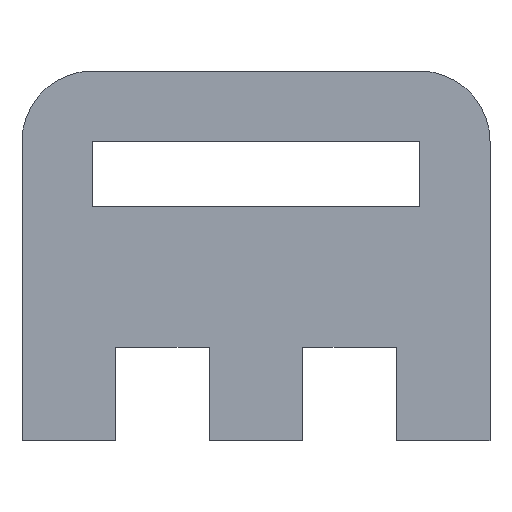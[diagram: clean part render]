
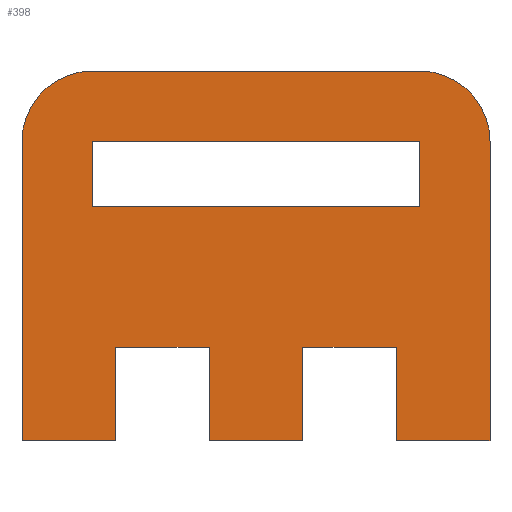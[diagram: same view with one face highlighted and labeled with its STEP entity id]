
A CAD part, top view. The second image highlights one B-rep face of the part: STEP entity #398.
In plain terms, the highlighted planar face has unit normal (0, 0, 1).
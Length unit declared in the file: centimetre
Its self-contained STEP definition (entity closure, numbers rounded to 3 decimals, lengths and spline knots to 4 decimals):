
#15=FACE_BOUND($,#74,.T.);
#33=PLANE($,#425);
#52=FACE_OUTER_BOUND($,#73,.T.);
#73=EDGE_LOOP($,(#359,#360,#361,#362,#363,#364,#365,#366,#367,#368,#369,
#370,#371,#372));
#74=EDGE_LOOP($,(#373,#374,#375,#376));
#79=LINE($,#541,#129);
#97=LINE($,#582,#147);
#100=LINE($,#588,#150);
#102=LINE($,#592,#152);
#104=LINE($,#596,#154);
#106=LINE($,#599,#156);
#108=LINE($,#604,#158);
#110=LINE($,#608,#160);
#112=LINE($,#611,#162);
#113=LINE($,#613,#163);
#114=LINE($,#616,#164);
#116=LINE($,#620,#166);
#118=LINE($,#624,#168);
#120=LINE($,#628,#170);
#122=LINE($,#632,#172);
#124=LINE($,#635,#174);
#129=VECTOR($,#440,1.6);
#147=VECTOR($,#468,1.6);
#150=VECTOR($,#473,0.35);
#152=VECTOR($,#477,1.75);
#154=VECTOR($,#481,0.35);
#156=VECTOR($,#485,1.75);
#158=VECTOR($,#489,0.5);
#160=VECTOR($,#493,0.5);
#162=VECTOR($,#497,0.5);
#163=VECTOR($,#500,1.75);
#164=VECTOR($,#503,0.5);
#166=VECTOR($,#507,0.5);
#168=VECTOR($,#511,0.5);
#170=VECTOR($,#515,0.5);
#172=VECTOR($,#519,0.5);
#174=VECTOR($,#523,0.5);
#175=CIRCLE($,#403,0.375);
#178=CIRCLE($,#409,0.375);
#179=VERTEX_POINT($,#528);
#180=VERTEX_POINT($,#529);
#184=VERTEX_POINT($,#539);
#200=VERTEX_POINT($,#575);
#201=VERTEX_POINT($,#576);
#202=VERTEX_POINT($,#581);
#203=VERTEX_POINT($,#585);
#204=VERTEX_POINT($,#587);
#205=VERTEX_POINT($,#591);
#206=VERTEX_POINT($,#595);
#207=VERTEX_POINT($,#601);
#208=VERTEX_POINT($,#603);
#209=VERTEX_POINT($,#607);
#210=VERTEX_POINT($,#615);
#211=VERTEX_POINT($,#619);
#212=VERTEX_POINT($,#623);
#213=VERTEX_POINT($,#627);
#214=VERTEX_POINT($,#631);
#215=EDGE_CURVE($,#179,#180,#175,.T.);
#221=EDGE_CURVE($,#179,#184,#79,.T.);
#238=EDGE_CURVE($,#200,#201,#178,.T.);
#241=EDGE_CURVE($,#202,#201,#97,.T.);
#244=EDGE_CURVE($,#204,#203,#100,.T.);
#246=EDGE_CURVE($,#205,#204,#102,.T.);
#248=EDGE_CURVE($,#206,#205,#104,.T.);
#250=EDGE_CURVE($,#203,#206,#106,.T.);
#252=EDGE_CURVE($,#208,#207,#108,.T.);
#254=EDGE_CURVE($,#209,#208,#110,.T.);
#256=EDGE_CURVE($,#184,#209,#112,.T.);
#257=EDGE_CURVE($,#200,#180,#113,.T.);
#258=EDGE_CURVE($,#210,#202,#114,.T.);
#260=EDGE_CURVE($,#211,#210,#116,.T.);
#262=EDGE_CURVE($,#212,#211,#118,.T.);
#264=EDGE_CURVE($,#213,#212,#120,.T.);
#266=EDGE_CURVE($,#214,#213,#122,.T.);
#268=EDGE_CURVE($,#207,#214,#124,.T.);
#359=ORIENTED_EDGE($,*,*,#215,.F.);
#360=ORIENTED_EDGE($,*,*,#221,.T.);
#361=ORIENTED_EDGE($,*,*,#256,.T.);
#362=ORIENTED_EDGE($,*,*,#254,.T.);
#363=ORIENTED_EDGE($,*,*,#252,.T.);
#364=ORIENTED_EDGE($,*,*,#268,.T.);
#365=ORIENTED_EDGE($,*,*,#266,.T.);
#366=ORIENTED_EDGE($,*,*,#264,.T.);
#367=ORIENTED_EDGE($,*,*,#262,.T.);
#368=ORIENTED_EDGE($,*,*,#260,.T.);
#369=ORIENTED_EDGE($,*,*,#258,.T.);
#370=ORIENTED_EDGE($,*,*,#241,.T.);
#371=ORIENTED_EDGE($,*,*,#238,.F.);
#372=ORIENTED_EDGE($,*,*,#257,.T.);
#373=ORIENTED_EDGE($,*,*,#250,.T.);
#374=ORIENTED_EDGE($,*,*,#248,.T.);
#375=ORIENTED_EDGE($,*,*,#246,.T.);
#376=ORIENTED_EDGE($,*,*,#244,.T.);
#398=ADVANCED_FACE($,(#52,#15),#33,.T.);
#403=AXIS2_PLACEMENT_3D($,#530,#430,#431);
#409=AXIS2_PLACEMENT_3D($,#577,#462,#463);
#425=AXIS2_PLACEMENT_3D($,#636,#524,#525);
#430=DIRECTION('center_axis',(0.,0.,-1.));
#431=DIRECTION('ref_axis',(-0.707,0.707,0.));
#440=DIRECTION($,(0.,-1.,0.));
#462=DIRECTION('center_axis',(0.,0.,-1.));
#463=DIRECTION('ref_axis',(0.707,0.707,0.));
#468=DIRECTION($,(0.,1.,0.));
#473=DIRECTION($,(0.,1.,0.));
#477=DIRECTION($,(-1.,0.,0.));
#481=DIRECTION($,(0.,-1.,0.));
#485=DIRECTION($,(1.,0.,0.));
#489=DIRECTION($,(1.,0.,0.));
#493=DIRECTION($,(0.,1.,0.));
#497=DIRECTION($,(1.,0.,0.));
#500=DIRECTION($,(-1.,0.,0.));
#503=DIRECTION($,(1.,0.,0.));
#507=DIRECTION($,(0.,-1.,0.));
#511=DIRECTION($,(1.,0.,0.));
#515=DIRECTION($,(0.,1.,0.));
#519=DIRECTION($,(1.,0.,0.));
#523=DIRECTION($,(0.,-1.,0.));
#524=DIRECTION('center_axis',(0.,0.,1.));
#525=DIRECTION('ref_axis',(1.,0.,0.));
#528=CARTESIAN_POINT('',(-1.25,1.1,0.5));
#529=CARTESIAN_POINT('',(-0.875,1.475,0.5));
#530=CARTESIAN_POINT('Origin',(-0.875,1.1,0.5));
#539=CARTESIAN_POINT('',(-1.25,-0.5,0.5));
#541=CARTESIAN_POINT($,(-1.25,-0.5,0.5));
#575=CARTESIAN_POINT('',(0.875,1.475,0.5));
#576=CARTESIAN_POINT('',(1.25,1.1,0.5));
#577=CARTESIAN_POINT('Origin',(0.875,1.1,0.5));
#581=CARTESIAN_POINT('',(1.25,-0.5,0.5));
#582=CARTESIAN_POINT($,(1.25,-0.5,0.5));
#585=CARTESIAN_POINT('',(-0.875,1.1,0.5));
#587=CARTESIAN_POINT('',(-0.875,0.75,0.5));
#588=CARTESIAN_POINT($,(-0.875,0.75,0.5));
#591=CARTESIAN_POINT('',(0.875,0.75,0.5));
#592=CARTESIAN_POINT($,(-0.875,0.75,0.5));
#595=CARTESIAN_POINT('',(0.875,1.1,0.5));
#596=CARTESIAN_POINT($,(0.875,1.1,0.5));
#599=CARTESIAN_POINT($,(-0.875,1.1,0.5));
#601=CARTESIAN_POINT('',(-0.25,0.,0.5));
#603=CARTESIAN_POINT('',(-0.75,0.,0.5));
#604=CARTESIAN_POINT($,(-0.25,0.,0.5));
#607=CARTESIAN_POINT('',(-0.75,-0.5,0.5));
#608=CARTESIAN_POINT($,(-0.75,0.,0.5));
#611=CARTESIAN_POINT($,(-0.75,-0.5,0.5));
#613=CARTESIAN_POINT($,(1.25,1.475,0.5));
#615=CARTESIAN_POINT('',(0.75,-0.5,0.5));
#616=CARTESIAN_POINT($,(0.75,-0.5,0.5));
#619=CARTESIAN_POINT('',(0.75,0.,0.5));
#620=CARTESIAN_POINT($,(0.75,0.,0.5));
#623=CARTESIAN_POINT('',(0.25,0.,0.5));
#624=CARTESIAN_POINT($,(0.25,0.,0.5));
#627=CARTESIAN_POINT('',(0.25,-0.5,0.5));
#628=CARTESIAN_POINT($,(0.25,-0.5,0.5));
#631=CARTESIAN_POINT('',(-0.25,-0.5,0.5));
#632=CARTESIAN_POINT($,(-0.25,-0.5,0.5));
#635=CARTESIAN_POINT($,(-0.25,0.,0.5));
#636=CARTESIAN_POINT('Origin',(0.,0.4875,0.5));
